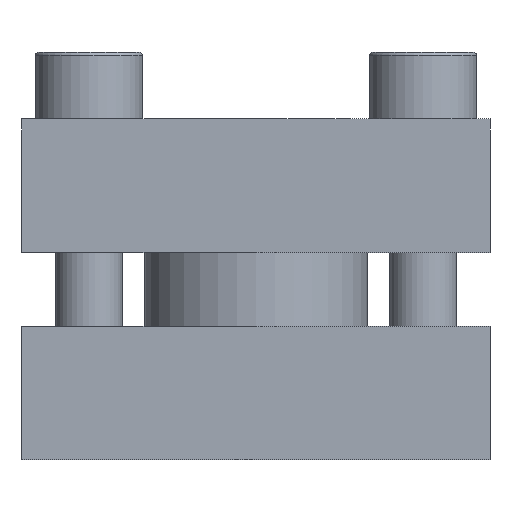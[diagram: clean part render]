
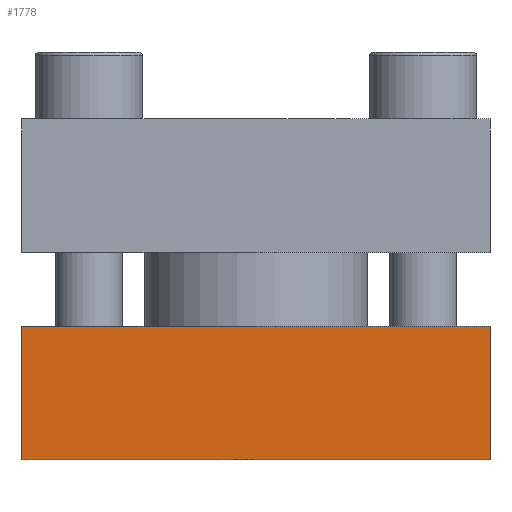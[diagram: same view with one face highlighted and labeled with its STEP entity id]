
A CAD part, front view. The second image highlights one B-rep face of the part: STEP entity #1778.
In plain terms, the highlighted planar face has unit normal (0, -1, 0).
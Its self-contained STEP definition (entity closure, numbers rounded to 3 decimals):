
#1739=CARTESIAN_POINT('',(-35.,-185.,-5.5));
#1740=DIRECTION('',(0.,1.,0.));
#1741=DIRECTION('',(-1.,0.,0.));
#1742=AXIS2_PLACEMENT_3D('',#1739,#1740,#1741);
#1743=PLANE('',#1742);
#1744=CARTESIAN_POINT('',(-35.,-185.,-25.5));
#1745=VERTEX_POINT('',#1744);
#1746=CARTESIAN_POINT('',(35.,-185.,-25.5));
#1747=VERTEX_POINT('',#1746);
#1748=CARTESIAN_POINT('',(-35.,-185.,-25.5));
#1749=DIRECTION('',(1.,-0.,-0.));
#1750=VECTOR('',#1749,70.);
#1751=LINE('',#1748,#1750);
#1752=EDGE_CURVE('NONE',#1745,#1747,#1751,.T.);
#1753=ORIENTED_EDGE('',*,*,#1752,.T.);
#1754=CARTESIAN_POINT('',(35.,-185.,-5.5));
#1755=VERTEX_POINT('',#1754);
#1756=CARTESIAN_POINT('',(35.,-185.,-5.5));
#1757=DIRECTION('',(-0.,0.,-1.));
#1758=VECTOR('',#1757,20.);
#1759=LINE('',#1756,#1758);
#1760=EDGE_CURVE('NONE',#1755,#1747,#1759,.T.);
#1761=ORIENTED_EDGE('',*,*,#1760,.F.);
#1762=CARTESIAN_POINT('',(-35.,-185.,-5.5));
#1763=VERTEX_POINT('',#1762);
#1764=CARTESIAN_POINT('',(-35.,-185.,-5.5));
#1765=DIRECTION('',(1.,-0.,-0.));
#1766=VECTOR('',#1765,70.);
#1767=LINE('',#1764,#1766);
#1768=EDGE_CURVE('NONE',#1763,#1755,#1767,.T.);
#1769=ORIENTED_EDGE('',*,*,#1768,.F.);
#1770=CARTESIAN_POINT('',(-35.,-185.,-5.5));
#1771=DIRECTION('',(-0.,0.,-1.));
#1772=VECTOR('',#1771,20.);
#1773=LINE('',#1770,#1772);
#1774=EDGE_CURVE('NONE',#1763,#1745,#1773,.T.);
#1775=ORIENTED_EDGE('',*,*,#1774,.T.);
#1776=EDGE_LOOP('',(#1753,#1761,#1769,#1775));
#1777=FACE_BOUND('',#1776,.T.);
#1778=ADVANCED_FACE('NONE',(#1777),#1743,.F.);
